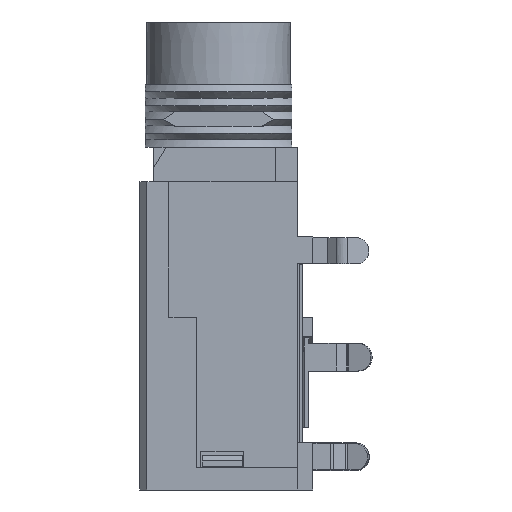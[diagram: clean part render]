
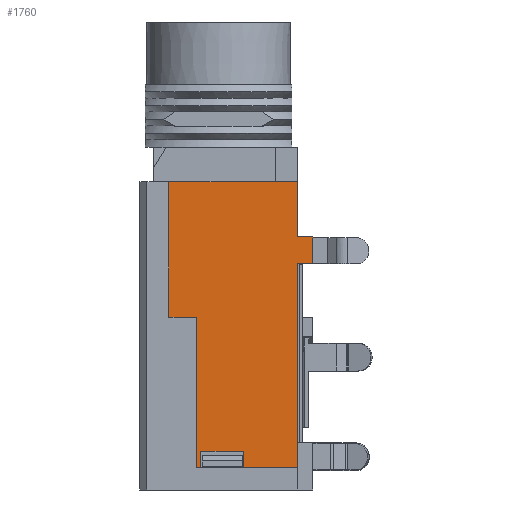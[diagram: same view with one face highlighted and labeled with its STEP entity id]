
A CAD part, left-side view. The second image highlights one B-rep face of the part: STEP entity #1760.
In plain terms, the highlighted planar face has unit normal (-1, 0, 0).
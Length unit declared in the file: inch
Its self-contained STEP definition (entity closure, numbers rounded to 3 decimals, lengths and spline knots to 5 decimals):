
#93 = AXIS2_PLACEMENT_3D ( 'NONE', #10777, #8991, #18287 ) ;
#297 = CARTESIAN_POINT ( 'NONE',  ( -0.16339, 0.14173, -0.68307 ) ) ;
#302 = ORIENTED_EDGE ( 'NONE', *, *, #11653, .F. ) ;
#984 = VECTOR ( 'NONE', #20523, 39.37008 ) ;
#1451 = ORIENTED_EDGE ( 'NONE', *, *, #19439, .F. ) ;
#1760 = ADVANCED_FACE ( 'NONE', ( #20454 ), #3040, .T. ) ;
#1935 = CARTESIAN_POINT ( 'NONE',  ( -0.16339, 0.06299, -1.09055 ) ) ;
#2065 = VERTEX_POINT ( 'NONE', #6659 ) ;
#2341 = LINE ( 'NONE', #4129, #7899 ) ;
#2563 = ORIENTED_EDGE ( 'NONE', *, *, #18884, .F. ) ;
#3040 = PLANE ( 'NONE',  #93 ) ;
#3147 = EDGE_CURVE ( 'NONE', #24827, #16705, #3183, .T. ) ;
#3183 = LINE ( 'NONE', #12466, #19574 ) ;
#4089 = VERTEX_POINT ( 'NONE', #1935 ) ;
#4129 = CARTESIAN_POINT ( 'NONE',  ( -0.16339, -0.06299, -0.50787 ) ) ;
#4170 = ORIENTED_EDGE ( 'NONE', *, *, #20585, .F. ) ;
#4683 = CARTESIAN_POINT ( 'NONE',  ( -0.16339, -0.08071, -1.09055 ) ) ;
#4943 = DIRECTION ( 'NONE',  ( 0., 0., -1. ) ) ;
#5063 = CARTESIAN_POINT ( 'NONE',  ( -0.16339, 0.05118, -1.02559 ) ) ;
#5441 = CARTESIAN_POINT ( 'NONE',  ( -0.16339, 0.06299, -0.66142 ) ) ;
#5700 = EDGE_CURVE ( 'NONE', #4089, #20177, #22090, .T. ) ;
#5848 = CARTESIAN_POINT ( 'NONE',  ( -0.16339, 0.14173, -0.66142 ) ) ;
#5956 = LINE ( 'NONE', #18021, #11042 ) ;
#6017 = ORIENTED_EDGE ( 'NONE', *, *, #20026, .T. ) ;
#6080 = EDGE_CURVE ( 'NONE', #2065, #16705, #9078, .T. ) ;
#6109 = ORIENTED_EDGE ( 'NONE', *, *, #5700, .T. ) ;
#6126 = ORIENTED_EDGE ( 'NONE', *, *, #16324, .F. ) ;
#6199 = DIRECTION ( 'NONE',  ( 0., -1., 0. ) ) ;
#6371 = CARTESIAN_POINT ( 'NONE',  ( -0.16339, -0.22441, -0.27559 ) ) ;
#6659 = CARTESIAN_POINT ( 'NONE',  ( -0.16339, -0.07087, -1.09055 ) ) ;
#6774 = VECTOR ( 'NONE', #12178, 39.37008 ) ;
#6847 = LINE ( 'NONE', #18541, #7929 ) ;
#7168 = DIRECTION ( 'NONE',  ( 0., -1., 0. ) ) ;
#7209 = DIRECTION ( 'NONE',  ( 0., 0., 1. ) ) ;
#7766 = EDGE_LOOP ( 'NONE', ( #16380, #15175, #2563, #4170, #22935, #1451, #13418, #21074, #302, #6126, #6109, #17621, #6017, #20758 ) ) ;
#7899 = VECTOR ( 'NONE', #10087, 39.37008 ) ;
#7929 = VECTOR ( 'NONE', #4943, 39.37008 ) ;
#7954 = DIRECTION ( 'NONE',  ( 0., 1., 0. ) ) ;
#8346 = DIRECTION ( 'NONE',  ( 0., 0., -1. ) ) ;
#8429 = CARTESIAN_POINT ( 'NONE',  ( -0.16339, -0.00984, -1.04331 ) ) ;
#8603 = VECTOR ( 'NONE', #7209, 39.37008 ) ;
#8666 = CARTESIAN_POINT ( 'NONE',  ( -0.16339, -0.22441, -1.09055 ) ) ;
#8925 = CARTESIAN_POINT ( 'NONE',  ( -0.16339, 0.05118, -1.09055 ) ) ;
#8991 = DIRECTION ( 'NONE',  ( -1., 0., 0. ) ) ;
#9019 = DIRECTION ( 'NONE',  ( 0., 0., -1. ) ) ;
#9078 = LINE ( 'NONE', #20650, #11799 ) ;
#9329 = VECTOR ( 'NONE', #22337, 39.37008 ) ;
#9500 = LINE ( 'NONE', #5063, #8603 ) ;
#9502 = VERTEX_POINT ( 'NONE', #20451 ) ;
#9568 = LINE ( 'NONE', #297, #13231 ) ;
#10087 = DIRECTION ( 'NONE',  ( 0., 1., 0. ) ) ;
#10209 = LINE ( 'NONE', #8429, #20098 ) ;
#10777 = CARTESIAN_POINT ( 'NONE',  ( -0.16339, 0.14992, -0.25929 ) ) ;
#11042 = VECTOR ( 'NONE', #6199, 39.37008 ) ;
#11653 = EDGE_CURVE ( 'NONE', #14034, #20371, #15333, .T. ) ;
#11799 = VECTOR ( 'NONE', #7168, 39.37008 ) ;
#11810 = LINE ( 'NONE', #19567, #6774 ) ;
#11974 = VECTOR ( 'NONE', #8346, 39.37008 ) ;
#12178 = DIRECTION ( 'NONE',  ( 0., -1., 0. ) ) ;
#12415 = CARTESIAN_POINT ( 'NONE',  ( -0.16339, -0.22441, -0.50787 ) ) ;
#12466 = CARTESIAN_POINT ( 'NONE',  ( -0.16339, -0.22441, 0. ) ) ;
#13231 = VECTOR ( 'NONE', #17696, 39.37008 ) ;
#13387 = EDGE_CURVE ( 'NONE', #21350, #18210, #5956, .T. ) ;
#13418 = ORIENTED_EDGE ( 'NONE', *, *, #23515, .F. ) ;
#14005 = EDGE_CURVE ( 'NONE', #20177, #24825, #9500, .T. ) ;
#14034 = VERTEX_POINT ( 'NONE', #5441 ) ;
#14529 = DIRECTION ( 'NONE',  ( 0., -1., 0. ) ) ;
#14534 = CARTESIAN_POINT ( 'NONE',  ( -0.16339, -0.26772, -0.50787 ) ) ;
#14815 = LINE ( 'NONE', #17353, #18515 ) ;
#15175 = ORIENTED_EDGE ( 'NONE', *, *, #3147, .F. ) ;
#15333 = LINE ( 'NONE', #21433, #19193 ) ;
#15566 = CARTESIAN_POINT ( 'NONE',  ( -0.16339, -0.22441, -0.43307 ) ) ;
#16042 = CARTESIAN_POINT ( 'NONE',  ( -0.16339, -0.07087, -1.04331 ) ) ;
#16324 = EDGE_CURVE ( 'NONE', #4089, #14034, #22301, .T. ) ;
#16380 = ORIENTED_EDGE ( 'NONE', *, *, #6080, .T. ) ;
#16705 = VERTEX_POINT ( 'NONE', #8666 ) ;
#16829 = CARTESIAN_POINT ( 'NONE',  ( -0.16339, 0.06299, -0.68307 ) ) ;
#17353 = CARTESIAN_POINT ( 'NONE',  ( -0.16339, -0.07087, -1.06693 ) ) ;
#17621 = ORIENTED_EDGE ( 'NONE', *, *, #14005, .T. ) ;
#17696 = DIRECTION ( 'NONE',  ( 0., 0., 1. ) ) ;
#18021 = CARTESIAN_POINT ( 'NONE',  ( -0.16339, -0.06299, -0.43307 ) ) ;
#18142 = CARTESIAN_POINT ( 'NONE',  ( -0.16339, -0.22441, 0. ) ) ;
#18210 = VERTEX_POINT ( 'NONE', #22031 ) ;
#18287 = DIRECTION ( 'NONE',  ( 0., 0., -1. ) ) ;
#18515 = VECTOR ( 'NONE', #18885, 39.37008 ) ;
#18541 = CARTESIAN_POINT ( 'NONE',  ( -0.16339, -0.26772, -0.68307 ) ) ;
#18884 = EDGE_CURVE ( 'NONE', #21503, #24827, #2341, .T. ) ;
#18885 = DIRECTION ( 'NONE',  ( 0., 0., -1. ) ) ;
#19193 = VECTOR ( 'NONE', #7954, 39.37008 ) ;
#19312 = VERTEX_POINT ( 'NONE', #6371 ) ;
#19439 = EDGE_CURVE ( 'NONE', #19312, #21350, #20051, .T. ) ;
#19567 = CARTESIAN_POINT ( 'NONE',  ( -0.16339, -0.06299, -0.27559 ) ) ;
#19574 = VECTOR ( 'NONE', #9019, 39.37008 ) ;
#19794 = CARTESIAN_POINT ( 'NONE',  ( -0.16339, 0.05118, -1.04331 ) ) ;
#20026 = EDGE_CURVE ( 'NONE', #24825, #22575, #10209, .T. ) ;
#20051 = LINE ( 'NONE', #18142, #11974 ) ;
#20098 = VECTOR ( 'NONE', #14529, 39.37008 ) ;
#20177 = VERTEX_POINT ( 'NONE', #8925 ) ;
#20371 = VERTEX_POINT ( 'NONE', #5848 ) ;
#20451 = CARTESIAN_POINT ( 'NONE',  ( -0.16339, 0.14173, -0.27559 ) ) ;
#20454 = FACE_OUTER_BOUND ( 'NONE', #7766, .T. ) ;
#20523 = DIRECTION ( 'NONE',  ( 0., 0., 1. ) ) ;
#20585 = EDGE_CURVE ( 'NONE', #18210, #21503, #6847, .T. ) ;
#20650 = CARTESIAN_POINT ( 'NONE',  ( -0.16339, -0.08071, -1.09055 ) ) ;
#20758 = ORIENTED_EDGE ( 'NONE', *, *, #21215, .T. ) ;
#21074 = ORIENTED_EDGE ( 'NONE', *, *, #21743, .F. ) ;
#21215 = EDGE_CURVE ( 'NONE', #22575, #2065, #14815, .T. ) ;
#21350 = VERTEX_POINT ( 'NONE', #15566 ) ;
#21433 = CARTESIAN_POINT ( 'NONE',  ( -0.16339, -0.06299, -0.66142 ) ) ;
#21503 = VERTEX_POINT ( 'NONE', #14534 ) ;
#21743 = EDGE_CURVE ( 'NONE', #20371, #9502, #9568, .T. ) ;
#22031 = CARTESIAN_POINT ( 'NONE',  ( -0.16339, -0.26772, -0.43307 ) ) ;
#22090 = LINE ( 'NONE', #4683, #9329 ) ;
#22301 = LINE ( 'NONE', #16829, #984 ) ;
#22337 = DIRECTION ( 'NONE',  ( 0., -1., 0. ) ) ;
#22575 = VERTEX_POINT ( 'NONE', #16042 ) ;
#22935 = ORIENTED_EDGE ( 'NONE', *, *, #13387, .F. ) ;
#23515 = EDGE_CURVE ( 'NONE', #9502, #19312, #11810, .T. ) ;
#24825 = VERTEX_POINT ( 'NONE', #19794 ) ;
#24827 = VERTEX_POINT ( 'NONE', #12415 ) ;
